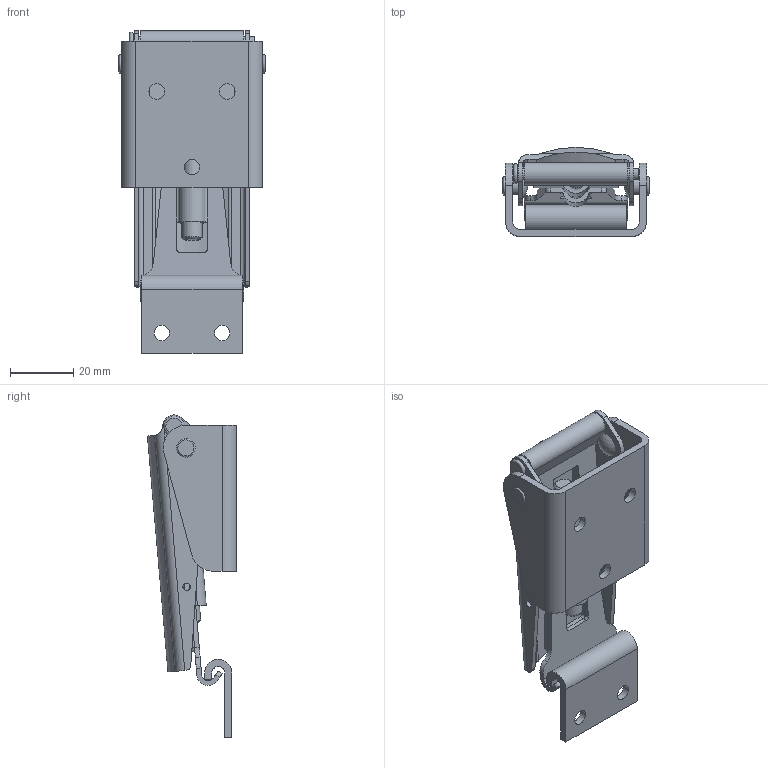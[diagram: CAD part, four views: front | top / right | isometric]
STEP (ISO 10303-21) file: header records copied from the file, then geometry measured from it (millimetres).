
FILE_DESCRIPTION((''),'2;1');
FILE_NAME('750-SS.stp','2012-09-13T15:56:43',('fredp'),(''),'Autodesk Inventor 2012','Autodesk Inventor 2012','');
FILE_SCHEMA(('AUTOMOTIVE_DESIGN { 1 0 10303 214 1 1 1 1 }'));
Length unit declared in the file: inch
Products named in the file (1): 750-SS
Bounding box: 46.01 x 28.06 x 101.53 mm (x, y, z)
Surface area: 27250.2 mm2 (no closed solid volume)
Topology: 0 solids, 10 shells, 333 faces, 880 edges, 586 vertices
Faces by surface type: plane 185, cylinder 101, bspline 36, sphere 6, torus 3, cone 2
Full cylindrical faces by diameter (mm): 2.362 x2, 3.493 x1, 3.645 x2, 3.747 x2, 4.051 x2, 4.851 x2, 4.902 x3, 5.474 x2, 5.664 x1, 5.855 x2, 6.35 x2
Entity records: 10829 total; most frequent: CARTESIAN_POINT 2450, ORIENTED_EDGE 1704, DIRECTION 1572, EDGE_CURVE 852, VERTEX_POINT 584, VECTOR 552, LINE 552, AXIS2_PLACEMENT_3D 510
